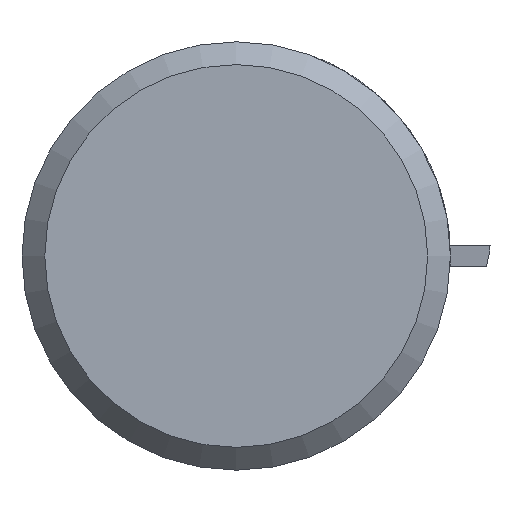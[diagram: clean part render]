
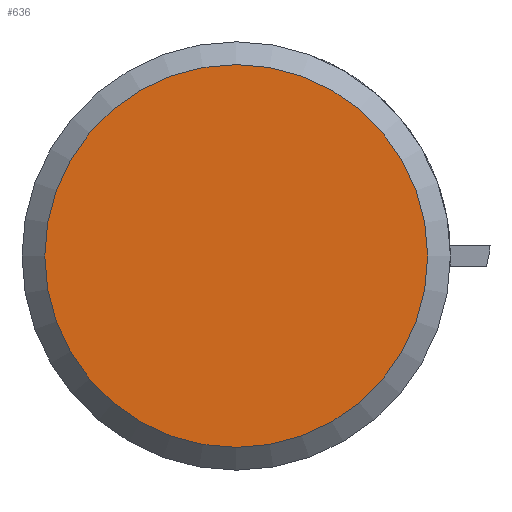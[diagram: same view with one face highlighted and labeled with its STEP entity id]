
A CAD part, left-side view. The second image highlights one B-rep face of the part: STEP entity #636.
In plain terms, the highlighted planar face has unit normal (-1, 0, 0).
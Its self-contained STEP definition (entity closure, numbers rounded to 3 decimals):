
#60=CIRCLE('',#730,8.4);
#112=FACE_OUTER_BOUND('',#151,.T.);
#151=EDGE_LOOP('',(#546));
#292=VERTEX_POINT('',#1155);
#376=EDGE_CURVE('',#292,#292,#60,.T.);
#546=ORIENTED_EDGE('',*,*,#376,.T.);
#563=PLANE('',#731);
#636=ADVANCED_FACE('',(#112),#563,.T.);
#730=AXIS2_PLACEMENT_3D('',#1156,#915,#916);
#731=AXIS2_PLACEMENT_3D('',#1158,#918,#919);
#915=DIRECTION('center_axis',(-1.,0.,0.));
#916=DIRECTION('ref_axis',(0.,0.,1.));
#918=DIRECTION('center_axis',(-1.,0.,0.));
#919=DIRECTION('ref_axis',(0.,0.,1.));
#1155=CARTESIAN_POINT('',(-62.861,7.33,0.));
#1156=CARTESIAN_POINT('Origin',(-62.861,-1.07,0.));
#1158=CARTESIAN_POINT('Origin',(-62.861,-1.07,0.));
